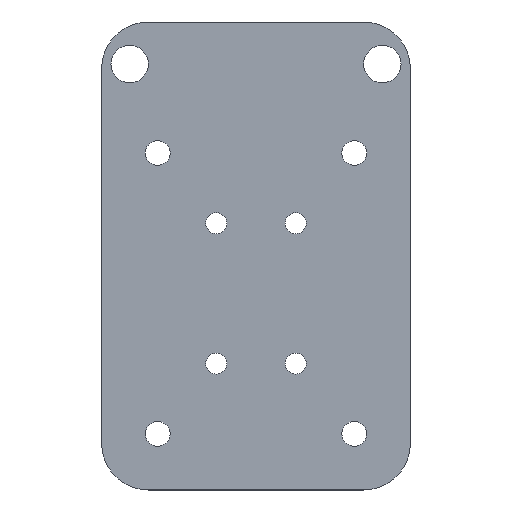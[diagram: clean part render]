
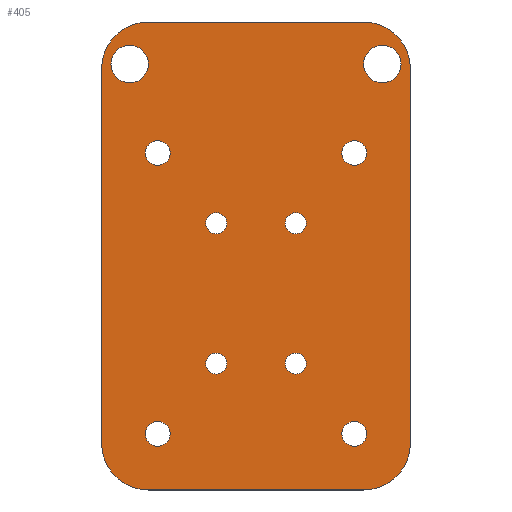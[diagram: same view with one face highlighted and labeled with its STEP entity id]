
A CAD part, top view. The second image highlights one B-rep face of the part: STEP entity #405.
In plain terms, the highlighted planar face has unit normal (0, 0, 1).
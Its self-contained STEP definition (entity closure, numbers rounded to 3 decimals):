
#19=FACE_BOUND('',#74,.T.);
#20=FACE_BOUND('',#75,.T.);
#21=FACE_BOUND('',#76,.T.);
#22=FACE_BOUND('',#77,.T.);
#23=FACE_BOUND('',#78,.T.);
#24=FACE_BOUND('',#79,.T.);
#25=FACE_BOUND('',#80,.T.);
#26=FACE_BOUND('',#81,.T.);
#27=FACE_BOUND('',#82,.T.);
#28=FACE_BOUND('',#83,.T.);
#40=PLANE('',#454);
#53=FACE_OUTER_BOUND('',#73,.T.);
#73=EDGE_LOOP('',(#307,#308,#309,#310,#311,#312,#313,#314));
#74=EDGE_LOOP('',(#315));
#75=EDGE_LOOP('',(#316));
#76=EDGE_LOOP('',(#317));
#77=EDGE_LOOP('',(#318));
#78=EDGE_LOOP('',(#319));
#79=EDGE_LOOP('',(#320));
#80=EDGE_LOOP('',(#321));
#81=EDGE_LOOP('',(#322));
#82=EDGE_LOOP('',(#323));
#83=EDGE_LOOP('',(#324));
#113=LINE('',#658,#139);
#116=LINE('',#664,#142);
#117=LINE('',#668,#143);
#118=LINE('',#672,#144);
#139=VECTOR('',#537,10.);
#142=VECTOR('',#542,10.);
#143=VECTOR('',#545,10.);
#144=VECTOR('',#548,10.);
#157=CIRCLE('',#433,2.25);
#159=CIRCLE('',#436,2.25);
#161=CIRCLE('',#439,4.);
#163=CIRCLE('',#442,2.25);
#165=CIRCLE('',#445,2.25);
#167=CIRCLE('',#448,4.);
#169=CIRCLE('',#451,10.);
#171=CIRCLE('',#455,10.);
#172=CIRCLE('',#456,10.);
#173=CIRCLE('',#457,10.);
#174=CIRCLE('',#458,2.65);
#175=CIRCLE('',#459,2.65);
#176=CIRCLE('',#460,2.65);
#177=CIRCLE('',#461,2.65);
#185=VERTEX_POINT('',#612);
#187=VERTEX_POINT('',#618);
#189=VERTEX_POINT('',#624);
#191=VERTEX_POINT('',#630);
#193=VERTEX_POINT('',#636);
#195=VERTEX_POINT('',#642);
#197=VERTEX_POINT('',#648);
#198=VERTEX_POINT('',#649);
#201=VERTEX_POINT('',#657);
#203=VERTEX_POINT('',#663);
#204=VERTEX_POINT('',#665);
#205=VERTEX_POINT('',#667);
#206=VERTEX_POINT('',#669);
#207=VERTEX_POINT('',#671);
#208=VERTEX_POINT('',#674);
#209=VERTEX_POINT('',#676);
#210=VERTEX_POINT('',#678);
#211=VERTEX_POINT('',#680);
#221=EDGE_CURVE('',#185,#185,#157,.T.);
#224=EDGE_CURVE('',#187,#187,#159,.T.);
#227=EDGE_CURVE('',#189,#189,#161,.T.);
#230=EDGE_CURVE('',#191,#191,#163,.T.);
#233=EDGE_CURVE('',#193,#193,#165,.T.);
#236=EDGE_CURVE('',#195,#195,#167,.T.);
#239=EDGE_CURVE('',#197,#198,#169,.T.);
#243=EDGE_CURVE('',#201,#198,#113,.T.);
#246=EDGE_CURVE('',#197,#203,#116,.T.);
#247=EDGE_CURVE('',#204,#203,#171,.T.);
#248=EDGE_CURVE('',#204,#205,#117,.T.);
#249=EDGE_CURVE('',#206,#205,#172,.T.);
#250=EDGE_CURVE('',#206,#207,#118,.T.);
#251=EDGE_CURVE('',#201,#207,#173,.T.);
#252=EDGE_CURVE('',#208,#208,#174,.T.);
#253=EDGE_CURVE('',#209,#209,#175,.T.);
#254=EDGE_CURVE('',#210,#210,#176,.T.);
#255=EDGE_CURVE('',#211,#211,#177,.T.);
#307=ORIENTED_EDGE('',*,*,#239,.F.);
#308=ORIENTED_EDGE('',*,*,#246,.T.);
#309=ORIENTED_EDGE('',*,*,#247,.F.);
#310=ORIENTED_EDGE('',*,*,#248,.T.);
#311=ORIENTED_EDGE('',*,*,#249,.F.);
#312=ORIENTED_EDGE('',*,*,#250,.T.);
#313=ORIENTED_EDGE('',*,*,#251,.F.);
#314=ORIENTED_EDGE('',*,*,#243,.T.);
#315=ORIENTED_EDGE('',*,*,#221,.T.);
#316=ORIENTED_EDGE('',*,*,#224,.T.);
#317=ORIENTED_EDGE('',*,*,#227,.T.);
#318=ORIENTED_EDGE('',*,*,#230,.T.);
#319=ORIENTED_EDGE('',*,*,#233,.T.);
#320=ORIENTED_EDGE('',*,*,#236,.T.);
#321=ORIENTED_EDGE('',*,*,#252,.T.);
#322=ORIENTED_EDGE('',*,*,#253,.T.);
#323=ORIENTED_EDGE('',*,*,#254,.T.);
#324=ORIENTED_EDGE('',*,*,#255,.T.);
#405=ADVANCED_FACE('',(#53,#19,#20,#21,#22,#23,#24,#25,#26,#27,#28),#40,
 .T.);
#433=AXIS2_PLACEMENT_3D('',#613,#487,#488);
#436=AXIS2_PLACEMENT_3D('',#619,#494,#495);
#439=AXIS2_PLACEMENT_3D('',#625,#501,#502);
#442=AXIS2_PLACEMENT_3D('',#631,#508,#509);
#445=AXIS2_PLACEMENT_3D('',#637,#515,#516);
#448=AXIS2_PLACEMENT_3D('',#643,#522,#523);
#451=AXIS2_PLACEMENT_3D('',#650,#529,#530);
#454=AXIS2_PLACEMENT_3D('',#662,#540,#541);
#455=AXIS2_PLACEMENT_3D('',#666,#543,#544);
#456=AXIS2_PLACEMENT_3D('',#670,#546,#547);
#457=AXIS2_PLACEMENT_3D('',#673,#549,#550);
#458=AXIS2_PLACEMENT_3D('',#675,#551,#552);
#459=AXIS2_PLACEMENT_3D('',#677,#553,#554);
#460=AXIS2_PLACEMENT_3D('',#679,#555,#556);
#461=AXIS2_PLACEMENT_3D('',#681,#557,#558);
#487=DIRECTION('center_axis',(0.,0.,-1.));
#488=DIRECTION('ref_axis',(-1.,0.,0.));
#494=DIRECTION('center_axis',(0.,0.,-1.));
#495=DIRECTION('ref_axis',(-1.,0.,0.));
#501=DIRECTION('center_axis',(0.,0.,-1.));
#502=DIRECTION('ref_axis',(-1.,0.,0.));
#508=DIRECTION('center_axis',(0.,0.,-1.));
#509=DIRECTION('ref_axis',(-1.,0.,0.));
#515=DIRECTION('center_axis',(0.,0.,-1.));
#516=DIRECTION('ref_axis',(-1.,0.,0.));
#522=DIRECTION('center_axis',(0.,0.,-1.));
#523=DIRECTION('ref_axis',(-1.,0.,0.));
#529=DIRECTION('center_axis',(0.,0.,-1.));
#530=DIRECTION('ref_axis',(-0.707,-0.707,0.));
#537=DIRECTION('',(0.,-1.,0.));
#540=DIRECTION('center_axis',(0.,0.,1.));
#541=DIRECTION('ref_axis',(1.,0.,0.));
#542=DIRECTION('',(1.,0.,0.));
#543=DIRECTION('center_axis',(0.,0.,-1.));
#544=DIRECTION('ref_axis',(0.707,-0.707,0.));
#545=DIRECTION('',(0.,1.,0.));
#546=DIRECTION('center_axis',(0.,0.,-1.));
#547=DIRECTION('ref_axis',(0.707,0.707,0.));
#548=DIRECTION('',(-1.,0.,0.));
#549=DIRECTION('center_axis',(0.,0.,-1.));
#550=DIRECTION('ref_axis',(-0.707,0.707,0.));
#551=DIRECTION('center_axis',(0.,0.,-1.));
#552=DIRECTION('ref_axis',(-1.,0.,0.));
#553=DIRECTION('center_axis',(0.,0.,-1.));
#554=DIRECTION('ref_axis',(-1.,0.,0.));
#555=DIRECTION('center_axis',(0.,0.,-1.));
#556=DIRECTION('ref_axis',(-1.,0.,0.));
#557=DIRECTION('center_axis',(0.,0.,-1.));
#558=DIRECTION('ref_axis',(-1.,0.,0.));
#612=CARTESIAN_POINT('',(26.75,27.,4.));
#613=CARTESIAN_POINT('Origin',(24.5,27.,4.));
#618=CARTESIAN_POINT('',(26.75,57.,4.));
#619=CARTESIAN_POINT('Origin',(24.5,57.,4.));
#624=CARTESIAN_POINT('',(10.,91.,4.));
#625=CARTESIAN_POINT('Origin',(6.,91.,4.));
#630=CARTESIAN_POINT('',(43.75,27.,4.));
#631=CARTESIAN_POINT('Origin',(41.5,27.,4.));
#636=CARTESIAN_POINT('',(43.75,57.,4.));
#637=CARTESIAN_POINT('Origin',(41.5,57.,4.));
#642=CARTESIAN_POINT('',(64.,91.,4.));
#643=CARTESIAN_POINT('Origin',(60.,91.,4.));
#648=CARTESIAN_POINT('',(10.,0.,4.));
#649=CARTESIAN_POINT('',(0.,10.,4.));
#650=CARTESIAN_POINT('Origin',(10.,10.,4.));
#657=CARTESIAN_POINT('',(0.,90.,4.));
#658=CARTESIAN_POINT('',(0.,100.,4.));
#662=CARTESIAN_POINT('Origin',(33.,50.,4.));
#663=CARTESIAN_POINT('',(56.,0.,4.));
#664=CARTESIAN_POINT('',(0.,0.,4.));
#665=CARTESIAN_POINT('',(66.,10.,4.));
#666=CARTESIAN_POINT('Origin',(56.,10.,4.));
#667=CARTESIAN_POINT('',(66.,90.,4.));
#668=CARTESIAN_POINT('',(66.,0.,4.));
#669=CARTESIAN_POINT('',(56.,100.,4.));
#670=CARTESIAN_POINT('Origin',(56.,90.,4.));
#671=CARTESIAN_POINT('',(10.,100.,4.));
#672=CARTESIAN_POINT('',(66.,100.,4.));
#673=CARTESIAN_POINT('Origin',(10.,90.,4.));
#674=CARTESIAN_POINT('',(56.65,72.,4.));
#675=CARTESIAN_POINT('Origin',(54.,72.,4.));
#676=CARTESIAN_POINT('',(14.65,12.,4.));
#677=CARTESIAN_POINT('Origin',(12.,12.,4.));
#678=CARTESIAN_POINT('',(14.65,72.,4.));
#679=CARTESIAN_POINT('Origin',(12.,72.,4.));
#680=CARTESIAN_POINT('',(56.65,12.,4.));
#681=CARTESIAN_POINT('Origin',(54.,12.,4.));
